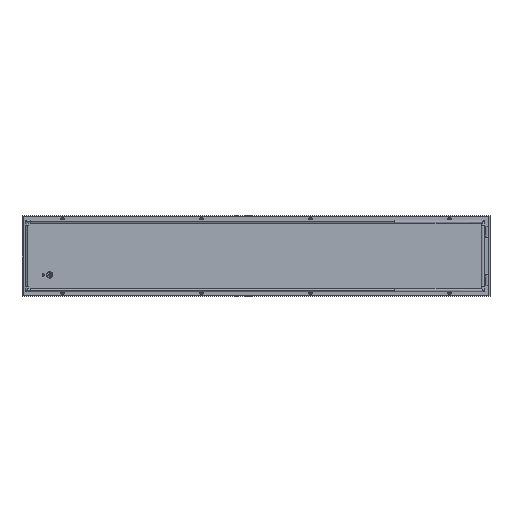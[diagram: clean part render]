
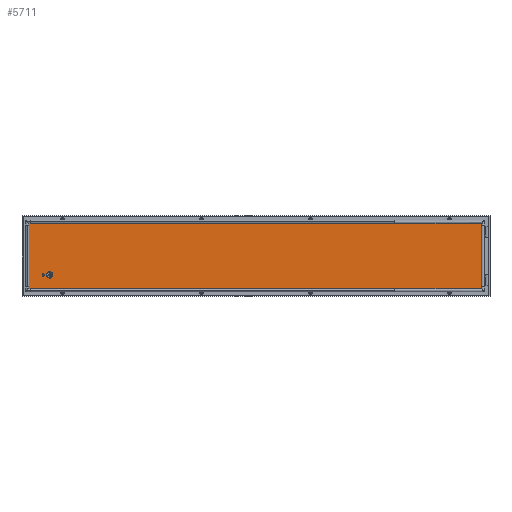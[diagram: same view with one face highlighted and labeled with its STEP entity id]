
A CAD part, top view. The second image highlights one B-rep face of the part: STEP entity #5711.
In plain terms, the highlighted planar face has unit normal (0, 0, 1).
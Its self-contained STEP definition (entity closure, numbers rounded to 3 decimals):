
#139 = CARTESIAN_POINT ( 'NONE',  ( -1068.343, -145.5, 0. ) ) ;
#209 = CIRCLE ( 'NONE', #2306, 2.65 ) ;
#255 = EDGE_LOOP ( 'NONE', ( #5076, #4846 ) ) ;
#265 = ORIENTED_EDGE ( 'NONE', *, *, #6509, .F. ) ;
#273 = EDGE_CURVE ( 'NONE', #2928, #4779, #6673, .T. ) ;
#276 = VECTOR ( 'NONE', #6294, 1000. ) ;
#298 = FACE_OUTER_BOUND ( 'NONE', #5872, .T. ) ;
#351 = ORIENTED_EDGE ( 'NONE', *, *, #5893, .F. ) ;
#481 = VERTEX_POINT ( 'NONE', #1988 ) ;
#689 = ORIENTED_EDGE ( 'NONE', *, *, #5635, .T. ) ;
#694 = CARTESIAN_POINT ( 'NONE',  ( -970., -89., 0. ) ) ;
#707 = ORIENTED_EDGE ( 'NONE', *, *, #4977, .F. ) ;
#730 = LINE ( 'NONE', #4700, #6939 ) ;
#738 = CIRCLE ( 'NONE', #4801, 15. ) ;
#903 = EDGE_LOOP ( 'NONE', ( #1965, #5480 ) ) ;
#923 = VERTEX_POINT ( 'NONE', #4154 ) ;
#941 = CIRCLE ( 'NONE', #4785, 2.65 ) ;
#953 = DIRECTION ( 'NONE',  ( 1., 0., 0. ) ) ;
#974 = LINE ( 'NONE', #3224, #1500 ) ;
#999 = CARTESIAN_POINT ( 'NONE',  ( -1068.343, -145.5, 0. ) ) ;
#1053 = ORIENTED_EDGE ( 'NONE', *, *, #6748, .T. ) ;
#1159 = DIRECTION ( 'NONE',  ( 0., -1., 0. ) ) ;
#1274 = DIRECTION ( 'NONE',  ( 0., -1., 0. ) ) ;
#1352 = CARTESIAN_POINT ( 'NONE',  ( 1059.657, -145.5, 0. ) ) ;
#1364 = DIRECTION ( 'NONE',  ( 1., 0., 0. ) ) ;
#1401 = LINE ( 'NONE', #5030, #3641 ) ;
#1500 = VECTOR ( 'NONE', #3722, 1000. ) ;
#1687 = CARTESIAN_POINT ( 'NONE',  ( -970., -104., 0. ) ) ;
#1777 = VERTEX_POINT ( 'NONE', #4358 ) ;
#1778 = DIRECTION ( 'NONE',  ( 0., -1., 0. ) ) ;
#1786 = LINE ( 'NONE', #3428, #2302 ) ;
#1929 = PLANE ( 'NONE',  #2869 ) ;
#1965 = ORIENTED_EDGE ( 'NONE', *, *, #5626, .F. ) ;
#1981 = ORIENTED_EDGE ( 'NONE', *, *, #2573, .T. ) ;
#1986 = CARTESIAN_POINT ( 'NONE',  ( 651.657, 153.5, 0. ) ) ;
#1988 = CARTESIAN_POINT ( 'NONE',  ( 1059.657, -153.5, 0. ) ) ;
#2034 = VERTEX_POINT ( 'NONE', #4869 ) ;
#2035 = CARTESIAN_POINT ( 'NONE',  ( -1068.343, 145.5, 0. ) ) ;
#2070 = LINE ( 'NONE', #4144, #2144 ) ;
#2144 = VECTOR ( 'NONE', #5272, 1000. ) ;
#2210 = VERTEX_POINT ( 'NONE', #5884 ) ;
#2251 = CIRCLE ( 'NONE', #3933, 15. ) ;
#2256 = VERTEX_POINT ( 'NONE', #3592 ) ;
#2276 = ORIENTED_EDGE ( 'NONE', *, *, #6921, .T. ) ;
#2302 = VECTOR ( 'NONE', #5081, 1000. ) ;
#2306 = AXIS2_PLACEMENT_3D ( 'NONE', #4491, #3510, #3413 ) ;
#2376 = FACE_BOUND ( 'NONE', #255, .T. ) ;
#2434 = EDGE_CURVE ( 'NONE', #4213, #4929, #2251, .T. ) ;
#2440 = FACE_BOUND ( 'NONE', #903, .T. ) ;
#2485 = LINE ( 'NONE', #5212, #4202 ) ;
#2533 = CARTESIAN_POINT ( 'NONE',  ( -1060.343, -153.5, 0. ) ) ;
#2572 = DIRECTION ( 'NONE',  ( 0., 0., 1. ) ) ;
#2573 = EDGE_CURVE ( 'NONE', #481, #2928, #2070, .T. ) ;
#2591 = CARTESIAN_POINT ( 'NONE',  ( -1083.143, -153.5, 0. ) ) ;
#2631 = DIRECTION ( 'NONE',  ( 1., 0., 0. ) ) ;
#2639 = VECTOR ( 'NONE', #6182, 1000. ) ;
#2687 = CARTESIAN_POINT ( 'NONE',  ( -1000., -89., 0. ) ) ;
#2689 = DIRECTION ( 'NONE',  ( -0.258, -0.966, 0. ) ) ;
#2763 = DIRECTION ( 'NONE',  ( 0., 0., -1. ) ) ;
#2775 = ORIENTED_EDGE ( 'NONE', *, *, #3707, .F. ) ;
#2859 = CARTESIAN_POINT ( 'NONE',  ( -1060.343, 153.5, 0. ) ) ;
#2869 = AXIS2_PLACEMENT_3D ( 'NONE', #3178, #2572, #3207 ) ;
#2928 = VERTEX_POINT ( 'NONE', #3756 ) ;
#3069 = LINE ( 'NONE', #3530, #2639 ) ;
#3089 = VECTOR ( 'NONE', #3131, 1000. ) ;
#3131 = DIRECTION ( 'NONE',  ( 0., 1., 0. ) ) ;
#3178 = CARTESIAN_POINT ( 'NONE',  ( 0., 0., 0. ) ) ;
#3207 = DIRECTION ( 'NONE',  ( 1., 0., 0. ) ) ;
#3224 = CARTESIAN_POINT ( 'NONE',  ( 1059.657, 168.3, 0. ) ) ;
#3410 = CARTESIAN_POINT ( 'NONE',  ( -970., -89., 0. ) ) ;
#3413 = DIRECTION ( 'NONE',  ( -0.258, -0.966, 0. ) ) ;
#3428 = CARTESIAN_POINT ( 'NONE',  ( 651.657, -153.5, 0. ) ) ;
#3458 = VERTEX_POINT ( 'NONE', #2859 ) ;
#3483 = EDGE_CURVE ( 'NONE', #2034, #923, #5183, .T. ) ;
#3510 = DIRECTION ( 'NONE',  ( 0., 0., -1. ) ) ;
#3530 = CARTESIAN_POINT ( 'NONE',  ( -1060.343, 153.5, 0. ) ) ;
#3592 = CARTESIAN_POINT ( 'NONE',  ( 651.657, -153.5, 0. ) ) ;
#3641 = VECTOR ( 'NONE', #1364, 1000. ) ;
#3652 = LINE ( 'NONE', #2591, #6472 ) ;
#3657 = ORIENTED_EDGE ( 'NONE', *, *, #273, .T. ) ;
#3707 = EDGE_CURVE ( 'NONE', #923, #4779, #974, .T. ) ;
#3722 = DIRECTION ( 'NONE',  ( 0., -1., 0. ) ) ;
#3732 = ORIENTED_EDGE ( 'NONE', *, *, #4293, .T. ) ;
#3756 = CARTESIAN_POINT ( 'NONE',  ( 1059.657, -145.5, 0. ) ) ;
#3757 = VERTEX_POINT ( 'NONE', #5300 ) ;
#3841 = LINE ( 'NONE', #139, #3995 ) ;
#3917 = CARTESIAN_POINT ( 'NONE',  ( -970., -74., 0. ) ) ;
#3933 = AXIS2_PLACEMENT_3D ( 'NONE', #3410, #5027, #1159 ) ;
#3995 = VECTOR ( 'NONE', #1778, 1000. ) ;
#4144 = CARTESIAN_POINT ( 'NONE',  ( 1059.657, -168.3, 0. ) ) ;
#4154 = CARTESIAN_POINT ( 'NONE',  ( 1059.657, 153.5, 0. ) ) ;
#4202 = VECTOR ( 'NONE', #953, 1000. ) ;
#4213 = VERTEX_POINT ( 'NONE', #1687 ) ;
#4293 = EDGE_CURVE ( 'NONE', #4298, #2256, #2485, .T. ) ;
#4298 = VERTEX_POINT ( 'NONE', #2533 ) ;
#4348 = VECTOR ( 'NONE', #5085, 1000. ) ;
#4358 = CARTESIAN_POINT ( 'NONE',  ( -1068.343, -153.5, 0. ) ) ;
#4457 = EDGE_CURVE ( 'NONE', #3757, #4731, #941, .T. ) ;
#4491 = CARTESIAN_POINT ( 'NONE',  ( -1000., -89., 0. ) ) ;
#4517 = DIRECTION ( 'NONE',  ( 0., -1., 0. ) ) ;
#4554 = ORIENTED_EDGE ( 'NONE', *, *, #3483, .F. ) ;
#4700 = CARTESIAN_POINT ( 'NONE',  ( -1068.343, 0., 0. ) ) ;
#4731 = VERTEX_POINT ( 'NONE', #4860 ) ;
#4766 = LINE ( 'NONE', #2035, #3089 ) ;
#4779 = VERTEX_POINT ( 'NONE', #5614 ) ;
#4785 = AXIS2_PLACEMENT_3D ( 'NONE', #2687, #2763, #2689 ) ;
#4801 = AXIS2_PLACEMENT_3D ( 'NONE', #694, #6701, #1274 ) ;
#4846 = ORIENTED_EDGE ( 'NONE', *, *, #5668, .T. ) ;
#4860 = CARTESIAN_POINT ( 'NONE',  ( -999.315, -86.44, 0. ) ) ;
#4869 = CARTESIAN_POINT ( 'NONE',  ( 651.657, 153.5, 0. ) ) ;
#4929 = VERTEX_POINT ( 'NONE', #3917 ) ;
#4977 = EDGE_CURVE ( 'NONE', #3458, #2034, #3069, .T. ) ;
#5027 = DIRECTION ( 'NONE',  ( 0., 0., 1. ) ) ;
#5030 = CARTESIAN_POINT ( 'NONE',  ( -1083.143, 153.5, 0. ) ) ;
#5076 = ORIENTED_EDGE ( 'NONE', *, *, #4457, .T. ) ;
#5081 = DIRECTION ( 'NONE',  ( 1., 0., 0. ) ) ;
#5085 = DIRECTION ( 'NONE',  ( 0., 1., 0. ) ) ;
#5183 = LINE ( 'NONE', #1986, #276 ) ;
#5212 = CARTESIAN_POINT ( 'NONE',  ( -1060.343, -153.5, 0. ) ) ;
#5272 = DIRECTION ( 'NONE',  ( 0., 1., 0. ) ) ;
#5300 = CARTESIAN_POINT ( 'NONE',  ( -1000.685, -91.56, 0. ) ) ;
#5480 = ORIENTED_EDGE ( 'NONE', *, *, #2434, .F. ) ;
#5614 = CARTESIAN_POINT ( 'NONE',  ( 1059.657, 145.5, 0. ) ) ;
#5622 = CARTESIAN_POINT ( 'NONE',  ( -1068.343, 153.5, 0. ) ) ;
#5626 = EDGE_CURVE ( 'NONE', #4929, #4213, #738, .T. ) ;
#5635 = EDGE_CURVE ( 'NONE', #2256, #481, #1786, .T. ) ;
#5668 = EDGE_CURVE ( 'NONE', #4731, #3757, #209, .T. ) ;
#5696 = VERTEX_POINT ( 'NONE', #5622 ) ;
#5711 = ADVANCED_FACE ( 'NONE', ( #2376, #2440, #298 ), #1929, .T. ) ;
#5872 = EDGE_LOOP ( 'NONE', ( #3657, #2775, #4554, #707, #351, #265, #1053, #2276, #6883, #3732, #689, #1981 ) ) ;
#5884 = CARTESIAN_POINT ( 'NONE',  ( -1068.343, 145.5, 0. ) ) ;
#5893 = EDGE_CURVE ( 'NONE', #5696, #3458, #1401, .T. ) ;
#5979 = EDGE_CURVE ( 'NONE', #1777, #4298, #3652, .T. ) ;
#6182 = DIRECTION ( 'NONE',  ( 1., 0., 0. ) ) ;
#6294 = DIRECTION ( 'NONE',  ( 1., 0., 0. ) ) ;
#6472 = VECTOR ( 'NONE', #2631, 1000. ) ;
#6509 = EDGE_CURVE ( 'NONE', #2210, #5696, #4766, .T. ) ;
#6673 = LINE ( 'NONE', #1352, #4348 ) ;
#6701 = DIRECTION ( 'NONE',  ( 0., 0., 1. ) ) ;
#6748 = EDGE_CURVE ( 'NONE', #2210, #6798, #730, .T. ) ;
#6798 = VERTEX_POINT ( 'NONE', #999 ) ;
#6883 = ORIENTED_EDGE ( 'NONE', *, *, #5979, .T. ) ;
#6921 = EDGE_CURVE ( 'NONE', #6798, #1777, #3841, .T. ) ;
#6939 = VECTOR ( 'NONE', #4517, 1000. ) ;
